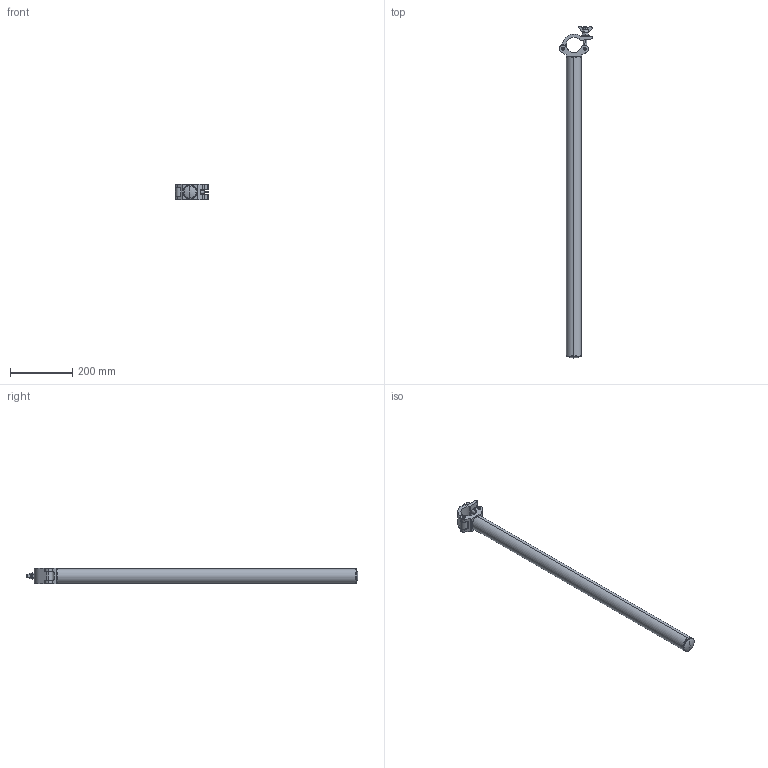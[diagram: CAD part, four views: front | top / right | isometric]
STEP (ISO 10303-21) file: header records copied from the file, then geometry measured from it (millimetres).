
FILE_DESCRIPTION (( 'STEP AP203' ), '1' );
FILE_NAME ('T57320 & T57321.STEP', '2018-08-07T12:36:42', ( '' ), ( '' ), 'SwSTEP 2.0', 'SolidWorks 2016', '' );
FILE_SCHEMA (( 'CONFIG_CONTROL_DESIGN' ));
Length unit declared in the file: millimetre
Products named in the file (14): T78000; A Washer_Bright washer BS 4320 - M12 (Form A); F790; TH157_TH157; TH577_TH577; F883_DIN 315-M12-GT-C-N; TH1170; TH3382_TH3385; TH2002_TH2002 - 50MM WIDE; TH2001_TH2001 - 50MM WIDE; T13300_T13300; Hex Nut Style 1 GradeAB_Doughty Fastners_Hexagon Nut ISO - 4032 - M12 - D - S; T57320 & T57321; TH566
Assembly tree (14 placements, depth 4):
  T57320 & T57321
    TH1170
      TH3382_TH3385
      TH577_TH577
        TH2002_TH2002 - 50MM WIDE
    TH157_TH157
      TH2001_TH2001 - 50MM WIDE
    F790  x2
    T78000
      TH566
      A Washer_Bright washer BS 4320 - M12 (Form A)
      Hex Nut Style 1 GradeAB_Doughty Fastners_Hexagon Nut ISO - 4032 - M12 - D - S
      F883_DIN 315-M12-GT-C-N
    T13300_T13300
Bounding box: 107.21 x 1068.85 x 49.9 mm (x, y, z)
Volume: 693233.6 mm3; surface area: 326095.5 mm2
Topology: 10 solids, 10 shells, 305 faces, 702 edges, 413 vertices
Faces by surface type: cylinder 109, cone 74, plane 69, bspline 28, torus 14, sphere 11
Entity records: 10367 total; most frequent: CARTESIAN_POINT 2426, DIRECTION 1425, ORIENTED_EDGE 1302, EDGE_CURVE 651, AXIS2_PLACEMENT_3D 587, VERTEX_POINT 387, EDGE_LOOP 318, CIRCLE 305
